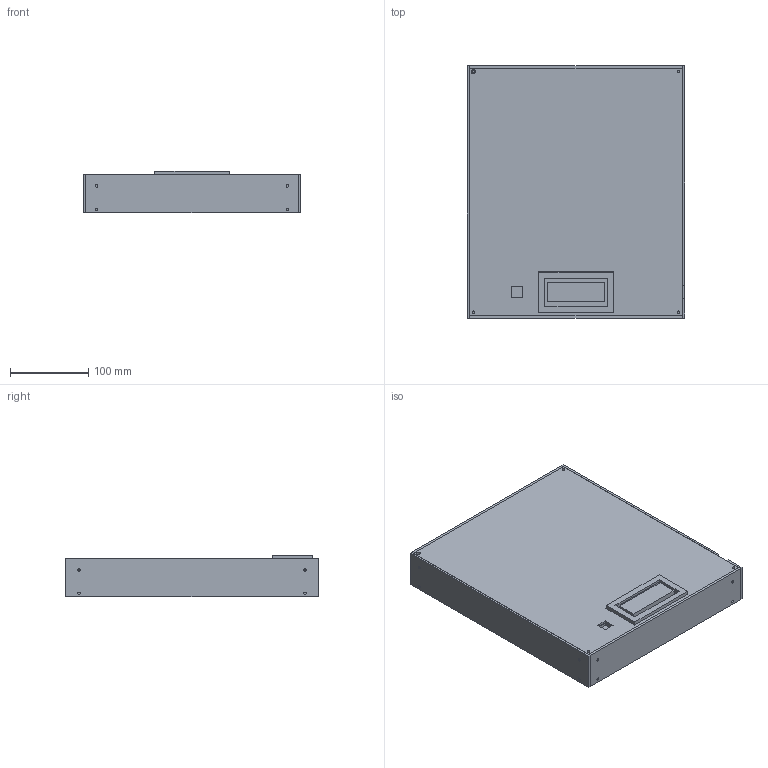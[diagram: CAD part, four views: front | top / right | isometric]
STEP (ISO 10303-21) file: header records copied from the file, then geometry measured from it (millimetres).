
FILE_DESCRIPTION(/* description */ (''),/* implementation_level */ '2;1');
FILE_NAME(/* name */ 'Case v15.step',/* time_stamp */ '2023-07-29T08:47:47+12:00',/* author */ (''),/* organization */ (''),/* preprocessor_version */ 'ST-DEVELOPER v20',/* originating_system */ 'Autodesk Translation Framework v12.9.0.99',/* authorisation */ '');
FILE_SCHEMA (('AUTOMOTIVE_DESIGN { 1 0 10303 214 3 1 1 }'));
Length unit declared in the file: millimetre
Products named in the file (14): Case; PCB; Connectors; Corner; Washer; PlateWasher; Hardware; Panels; Panel1; Panel2; Panel3; TopPanel; SwitchShim; ScreenCover
Assembly tree (23 placements, depth 3):
  Case
    PCB
    Connectors
      Corner  x4
      Washer  x4
      PlateWasher  x4
    Hardware
    Panels
      Panel1  x2
      Panel2
      Panel3
      TopPanel
    SwitchShim
    ScreenCover
Bounding box: 277.2 x 322.2 x 53.32 mm (x, y, z)
Volume: 633536.5 mm3; surface area: 493314.6 mm2
Topology: 20 solids, 20 shells, 250 faces, 564 edges, 376 vertices
Faces by surface type: plane 190, cylinder 60
Full cylindrical faces by diameter (mm): 3.2 x31, 4.6 x20, 5.2 x9
Entity records: 5415 total; most frequent: CARTESIAN_POINT 874, DIRECTION 861, ORIENTED_EDGE 810, EDGE_CURVE 405, LINE 347, VECTOR 347, VERTEX_POINT 270, AXIS2_PLACEMENT_3D 257
